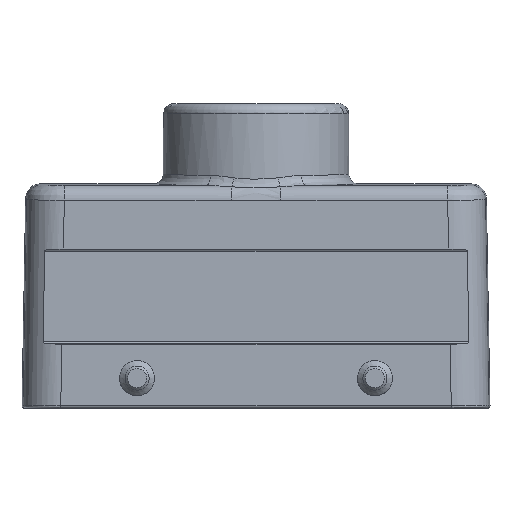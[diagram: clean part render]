
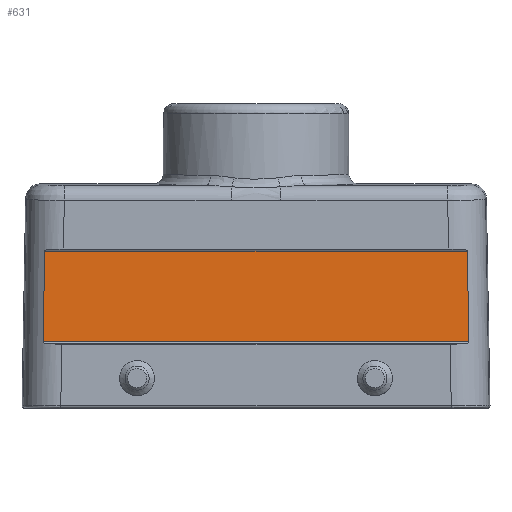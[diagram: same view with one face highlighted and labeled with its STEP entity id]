
A CAD part, front view. The second image highlights one B-rep face of the part: STEP entity #631.
In plain terms, the highlighted planar face has unit normal (0, -1, 0.018).
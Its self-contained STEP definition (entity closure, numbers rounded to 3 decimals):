
#391=FACE_OUTER_BOUND('',#1040,.T.);
#631=ADVANCED_FACE('',(#391),#835,.F.);
#835=PLANE('',#3522);
#1040=EDGE_LOOP('',(#1582,#1583,#1584,#1585));
#1582=ORIENTED_EDGE('',*,*,#2770,.F.);
#1583=ORIENTED_EDGE('',*,*,#2729,.T.);
#1584=ORIENTED_EDGE('',*,*,#2767,.F.);
#1585=ORIENTED_EDGE('',*,*,#2662,.F.);
#2354=VERTEX_POINT('',#4994);
#2355=VERTEX_POINT('',#4996);
#2410=VERTEX_POINT('',#5226);
#2411=VERTEX_POINT('',#5228);
#2662=EDGE_CURVE('',#2354,#2355,#3106,.T.);
#2729=EDGE_CURVE('',#2411,#2410,#3144,.T.);
#2767=EDGE_CURVE('',#2355,#2410,#3155,.T.);
#2770=EDGE_CURVE('',#2411,#2354,#3158,.T.);
#3106=LINE('',#4995,#3292);
#3144=LINE('',#5227,#3330);
#3155=LINE('',#5474,#3341);
#3158=LINE('',#5478,#3344);
#3292=VECTOR('',#3903,1.);
#3330=VECTOR('',#3995,1.);
#3341=VECTOR('',#4060,1.);
#3344=VECTOR('',#4065,1.);
#3522=AXIS2_PLACEMENT_3D('',#5580,#4082,#4083);
#3903=DIRECTION('',(0.017,0.017,1.));
#3995=DIRECTION('',(-0.017,0.017,1.));
#4060=DIRECTION('',(1.,0.,0.));
#4065=DIRECTION('',(-1.,0.,0.));
#4082=DIRECTION('',(0.,1.,-0.017));
#4083=DIRECTION('',(0.,0.017,1.));
#4994=CARTESIAN_POINT('',(-42.516,-20.265,-31.573));
#4995=CARTESIAN_POINT('',(-42.516,-20.265,-31.573));
#4996=CARTESIAN_POINT('',(-42.206,-19.949,-13.468));
#5226=CARTESIAN_POINT('',(42.206,-19.949,-13.468));
#5227=CARTESIAN_POINT('',(42.516,-20.265,-31.573));
#5228=CARTESIAN_POINT('',(42.516,-20.265,-31.573));
#5474=CARTESIAN_POINT('',(-42.201,-19.949,-13.468));
#5478=CARTESIAN_POINT('',(42.52,-20.265,-31.573));
#5580=CARTESIAN_POINT('',(0.,-19.708,0.344));
